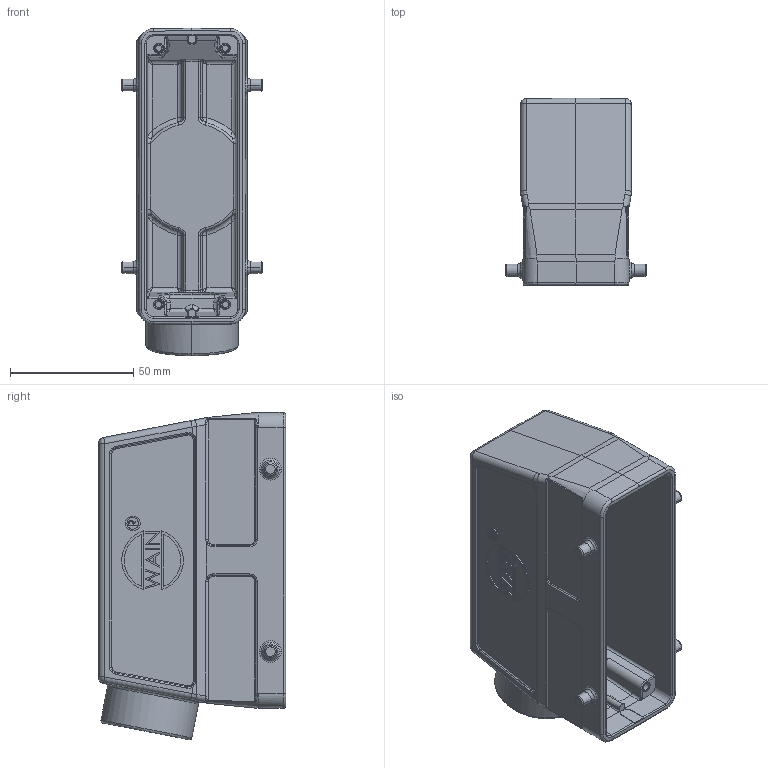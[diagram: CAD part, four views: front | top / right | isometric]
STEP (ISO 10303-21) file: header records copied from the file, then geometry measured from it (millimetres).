
FILE_DESCRIPTION((''),'2;1');
FILE_NAME('H24B-SEH-4B-M32_STP_3','2024-01-19T',('yp.zhu'),(''),'PRO/ENGINEER BY PARAMETRIC TECHNOLOGY CORPORATION, 2012480','PRO/ENGINEER BY PARAMETRIC TECHNOLOGY CORPORATION, 2012480','');
FILE_SCHEMA(('CONFIG_CONTROL_DESIGN'));
Length unit declared in the file: millimetre
Products named in the file (1): H24B-SEH-4B-M32_STP_3
Bounding box: 57 x 76 x 132.88 mm (x, y, z)
Volume: 98645.4 mm3; surface area: 56406.6 mm2
Topology: 1 solids, 1 shells, 740 faces, 1848 edges, 1122 vertices
Faces by surface type: plane 247, cylinder 214, torus 150, bspline 63, cone 48, sphere 12, extrusion 6
Entity records: 28121 total; most frequent: CARTESIAN_POINT 11107, ORIENTED_EDGE 3636, DIRECTION 3412, EDGE_CURVE 1818, AXIS2_PLACEMENT_3D 1290, VERTEX_POINT 1122, VECTOR 832, LINE 826
